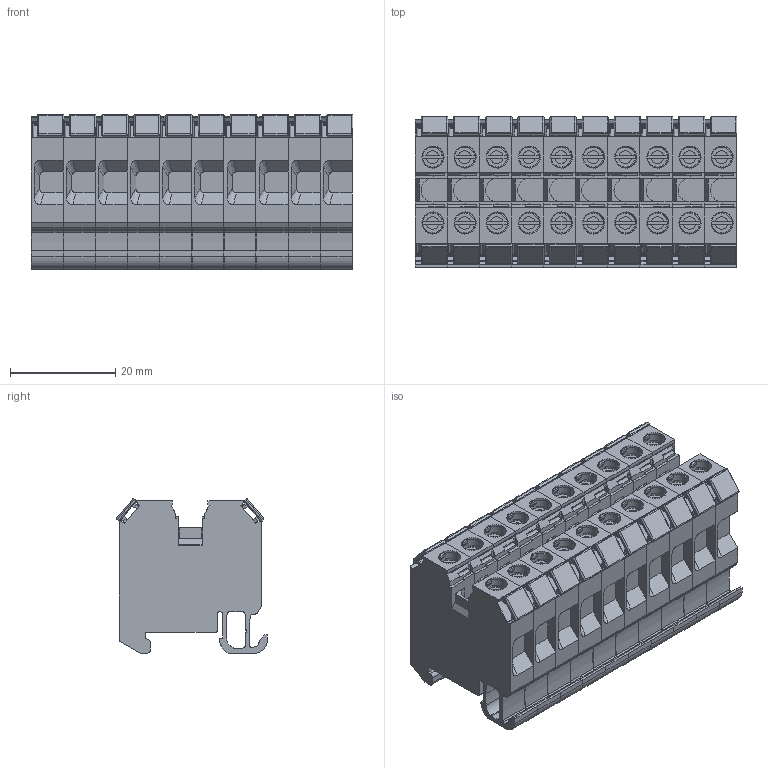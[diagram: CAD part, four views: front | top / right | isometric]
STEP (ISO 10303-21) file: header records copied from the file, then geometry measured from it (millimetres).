
FILE_DESCRIPTION(('CATIA V5 STEP Exchange','CAx-IF Rec.Pracs.--- Model Styling and Organization---1.4--- 2014-01-23'),'2;1');
FILE_NAME ('035317-1_3', '2022-09-05T06:49:58+00:00', ('none'), ('Weidmueller'), 'CATIA Version 5-6 Release 2016 SP3 HF44', 'CATIA V5 STEP AP214', 'none');
FILE_SCHEMA(('AUTOMOTIVE_DESIGN { 1 0 10303 214 1 1 1 1 }'));
Products named in the file (1): 0359660000
Bounding box: 61.1 x 28.62 x 29.38 mm (x, y, z)
Volume: 36040.7 mm3; surface area: 28728.1 mm2
Topology: 50 solids, 50 shells, 4190 faces, 11380 edges, 7410 vertices
Faces by surface type: plane 2170, cylinder 1290, extrusion 310, torus 250, cone 130, bspline 40
Entity records: 138835 total; most frequent: CARTESIAN_POINT 39485, ORIENTED_EDGE 22760, DIRECTION 15900, EDGE_CURVE 11380, VECTOR 7530, VERTEX_POINT 7410, LINE 7220, AXIS2_PLACEMENT_3D 5451
